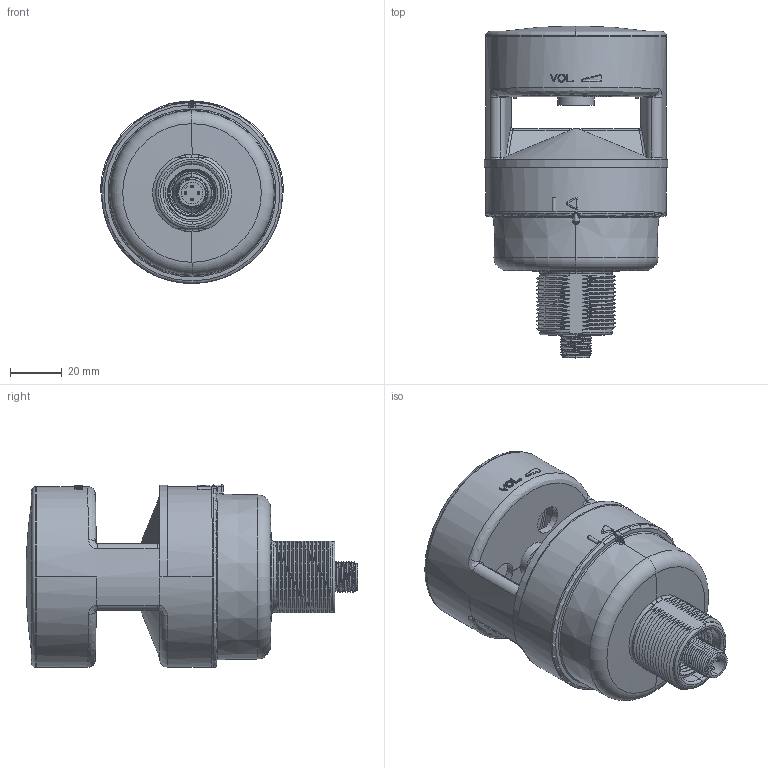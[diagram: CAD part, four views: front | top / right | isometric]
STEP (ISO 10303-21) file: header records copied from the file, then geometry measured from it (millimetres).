
FILE_DESCRIPTION((''),'2;1');
FILE_NAME('191346_ASM','2016-02-24T',('pdmadmin'),(''),'PRO/ENGINEER BY PARAMETRIC TECHNOLOGY CORPORATION, 2013230','PRO/ENGINEER BY PARAMETRIC TECHNOLOGY CORPORATION, 2013230','');
FILE_SCHEMA(('CONFIG_CONTROL_DESIGN'));
Length unit declared in the file: millimetre
Products named in the file (6): 180077; 180482; 08427; 180306; 180308; 191346_ASM
Assembly tree (5 placements, depth 2):
  191346_ASM
    180077
    180482
    08427
    180306
    180308
Bounding box: 71 x 128.41 x 70.75 mm (x, y, z)
Volume: 113618.6 mm3; surface area: 81992.1 mm2
Topology: 5 solids, 6 shells, 1059 faces, 2584 edges, 1586 vertices
Faces by surface type: cylinder 329, bspline 275, plane 200, torus 98, cone 93, sphere 42, extrusion 22
Entity records: 66132 total; most frequent: CARTESIAN_POINT 43412, ORIENTED_EDGE 5156, DIRECTION 4067, EDGE_CURVE 2580, AXIS2_PLACEMENT_3D 1658, VERTEX_POINT 1586, EDGE_LOOP 1131, FACE_OUTER_BOUND 1059
